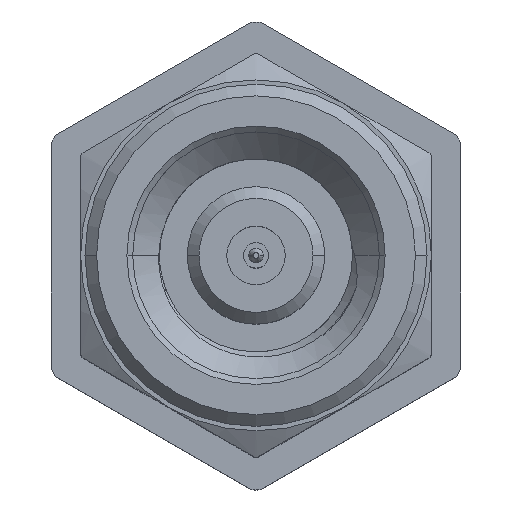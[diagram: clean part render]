
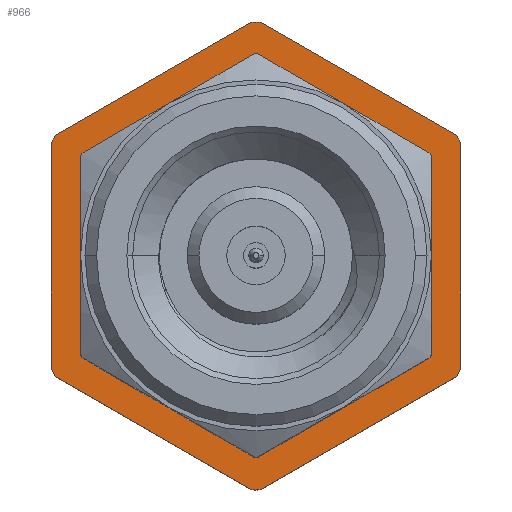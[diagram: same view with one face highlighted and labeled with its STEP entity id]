
A CAD part, top view. The second image highlights one B-rep face of the part: STEP entity #966.
In plain terms, the highlighted planar face has unit normal (0, 0, 1).
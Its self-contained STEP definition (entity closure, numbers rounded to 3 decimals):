
#25 = DIRECTION ( 'NONE',  ( 1., 0., 0. ) ) ;
#74 = EDGE_CURVE ( 'NONE', #3829, #4767, #2394, .T. ) ;
#90 = CARTESIAN_POINT ( 'NONE',  ( 2.1, 0., -6.53 ) ) ;
#210 = FACE_BOUND ( 'NONE', #2669, .T. ) ;
#237 = EDGE_CURVE ( 'NONE', #3829, #4701, #3962, .T. ) ;
#259 = DIRECTION ( 'NONE',  ( 0.866, -0.5, 0. ) ) ;
#283 = EDGE_CURVE ( 'NONE', #1354, #3213, #1128, .T. ) ;
#294 = ORIENTED_EDGE ( 'NONE', *, *, #3703, .F. ) ;
#308 = DIRECTION ( 'NONE',  ( 0., -1., 0. ) ) ;
#351 = DIRECTION ( 'NONE',  ( 1., 0., 0. ) ) ;
#436 = CARTESIAN_POINT ( 'NONE',  ( 0.073, -3.999, -6.53 ) ) ;
#444 = AXIS2_PLACEMENT_3D ( 'NONE', #2162, #3454, #2569 ) ;
#568 = EDGE_CURVE ( 'NONE', #2517, #1733, #1190, .T. ) ;
#586 = CARTESIAN_POINT ( 'NONE',  ( -0.073, -3.999, -6.53 ) ) ;
#602 = AXIS2_PLACEMENT_3D ( 'NONE', #3195, #739, #3178 ) ;
#704 = DIRECTION ( 'NONE',  ( 0., 0., 1. ) ) ;
#726 = DIRECTION ( 'NONE',  ( 1., 0., 0. ) ) ;
#739 = DIRECTION ( 'NONE',  ( 0., 0., 1. ) ) ;
#779 = DIRECTION ( 'NONE',  ( 0., 0., 1. ) ) ;
#865 = DIRECTION ( 'NONE',  ( 0., 0., 1. ) ) ;
#923 = EDGE_CURVE ( 'NONE', #1354, #4701, #2710, .T. ) ;
#966 = ADVANCED_FACE ( 'NONE', ( #210, #3243 ), #2827, .F. ) ;
#982 = ORIENTED_EDGE ( 'NONE', *, *, #74, .F. ) ;
#984 = CARTESIAN_POINT ( 'NONE',  ( -3.427, -2.063, -6.53 ) ) ;
#1128 = CIRCLE ( 'NONE', #2741, 4. ) ;
#1151 = EDGE_CURVE ( 'NONE', #2469, #3764, #4414, .T. ) ;
#1190 = LINE ( 'NONE', #1893, #1825 ) ;
#1226 = LINE ( 'NONE', #3828, #3415 ) ;
#1288 = EDGE_CURVE ( 'NONE', #3486, #1733, #4702, .T. ) ;
#1338 = VERTEX_POINT ( 'NONE', #4032 ) ;
#1354 = VERTEX_POINT ( 'NONE', #3210 ) ;
#1371 = CIRCLE ( 'NONE', #4005, 4. ) ;
#1382 = CARTESIAN_POINT ( 'NONE',  ( 0., 0., -6.53 ) ) ;
#1429 = VECTOR ( 'NONE', #308, 1000. ) ;
#1482 = ORIENTED_EDGE ( 'NONE', *, *, #5019, .F. ) ;
#1587 = EDGE_CURVE ( 'NONE', #4651, #2820, #1371, .T. ) ;
#1699 = CARTESIAN_POINT ( 'NONE',  ( 3.5, 1.936, -6.53 ) ) ;
#1708 = EDGE_CURVE ( 'NONE', #2517, #4767, #4006, .T. ) ;
#1733 = VERTEX_POINT ( 'NONE', #2591 ) ;
#1754 = AXIS2_PLACEMENT_3D ( 'NONE', #3626, #779, #4917 ) ;
#1810 = ORIENTED_EDGE ( 'NONE', *, *, #2004, .F. ) ;
#1825 = VECTOR ( 'NONE', #5232, 1000. ) ;
#1893 = CARTESIAN_POINT ( 'NONE',  ( -3.5, -2.021, -6.53 ) ) ;
#1954 = DIRECTION ( 'NONE',  ( 1., 0., 0. ) ) ;
#1963 = DIRECTION ( 'NONE',  ( 0., 0., 1. ) ) ;
#2003 = CARTESIAN_POINT ( 'NONE',  ( 0., 0., -6.53 ) ) ;
#2004 = EDGE_CURVE ( 'NONE', #3764, #2469, #4138, .T. ) ;
#2010 = ORIENTED_EDGE ( 'NONE', *, *, #923, .F. ) ;
#2041 = CARTESIAN_POINT ( 'NONE',  ( 0., 2.1, -6.53 ) ) ;
#2144 = DIRECTION ( 'NONE',  ( 1., 0., 0. ) ) ;
#2162 = CARTESIAN_POINT ( 'NONE',  ( 0., 0., -6.53 ) ) ;
#2224 = DIRECTION ( 'NONE',  ( 0.866, 0.5, 0. ) ) ;
#2240 = CIRCLE ( 'NONE', #1754, 4. ) ;
#2343 = ORIENTED_EDGE ( 'NONE', *, *, #568, .F. ) ;
#2394 = LINE ( 'NONE', #2920, #3316 ) ;
#2464 = CARTESIAN_POINT ( 'NONE',  ( 3.5, -2.021, -6.53 ) ) ;
#2469 = VERTEX_POINT ( 'NONE', #90 ) ;
#2478 = CARTESIAN_POINT ( 'NONE',  ( 0., 0., -6.53 ) ) ;
#2494 = ORIENTED_EDGE ( 'NONE', *, *, #1587, .T. ) ;
#2517 = VERTEX_POINT ( 'NONE', #4232 ) ;
#2542 = AXIS2_PLACEMENT_3D ( 'NONE', #2041, #2960, #3349 ) ;
#2569 = DIRECTION ( 'NONE',  ( 1., 0., 0. ) ) ;
#2591 = CARTESIAN_POINT ( 'NONE',  ( -3.5, 1.936, -6.53 ) ) ;
#2618 = ORIENTED_EDGE ( 'NONE', *, *, #3066, .T. ) ;
#2669 = EDGE_LOOP ( 'NONE', ( #2759, #1810 ) ) ;
#2710 = LINE ( 'NONE', #2464, #3955 ) ;
#2735 = ORIENTED_EDGE ( 'NONE', *, *, #1288, .T. ) ;
#2741 = AXIS2_PLACEMENT_3D ( 'NONE', #4004, #3596, #1954 ) ;
#2759 = ORIENTED_EDGE ( 'NONE', *, *, #1151, .F. ) ;
#2820 = VERTEX_POINT ( 'NONE', #4406 ) ;
#2827 = PLANE ( 'NONE',  #2542 ) ;
#2840 = CARTESIAN_POINT ( 'NONE',  ( 3.5, -1.936, -6.53 ) ) ;
#2920 = CARTESIAN_POINT ( 'NONE',  ( 0., -4.041, -6.53 ) ) ;
#2934 = AXIS2_PLACEMENT_3D ( 'NONE', #4913, #704, #726 ) ;
#2960 = DIRECTION ( 'NONE',  ( 0., 0., -1. ) ) ;
#2991 = ORIENTED_EDGE ( 'NONE', *, *, #4163, .F. ) ;
#3066 = EDGE_CURVE ( 'NONE', #3572, #1338, #2240, .T. ) ;
#3178 = DIRECTION ( 'NONE',  ( 1., 0., 0. ) ) ;
#3195 = CARTESIAN_POINT ( 'NONE',  ( 0., 0., -6.53 ) ) ;
#3210 = CARTESIAN_POINT ( 'NONE',  ( 3.427, -2.063, -6.53 ) ) ;
#3213 = VERTEX_POINT ( 'NONE', #2840 ) ;
#3243 = FACE_OUTER_BOUND ( 'NONE', #4137, .T. ) ;
#3316 = VECTOR ( 'NONE', #4993, 1000. ) ;
#3349 = DIRECTION ( 'NONE',  ( -1., 0., 0. ) ) ;
#3415 = VECTOR ( 'NONE', #2224, 1000. ) ;
#3454 = DIRECTION ( 'NONE',  ( 0., 0., 1. ) ) ;
#3486 = VERTEX_POINT ( 'NONE', #3690 ) ;
#3494 = LINE ( 'NONE', #4016, #3613 ) ;
#3522 = ORIENTED_EDGE ( 'NONE', *, *, #283, .T. ) ;
#3543 = ORIENTED_EDGE ( 'NONE', *, *, #237, .T. ) ;
#3572 = VERTEX_POINT ( 'NONE', #3977 ) ;
#3596 = DIRECTION ( 'NONE',  ( 0., 0., 1. ) ) ;
#3613 = VECTOR ( 'NONE', #259, 1000. ) ;
#3626 = CARTESIAN_POINT ( 'NONE',  ( 0., 0., -6.53 ) ) ;
#3666 = DIRECTION ( 'NONE',  ( -0.866, -0.5, 0. ) ) ;
#3690 = CARTESIAN_POINT ( 'NONE',  ( -3.427, 2.063, -6.53 ) ) ;
#3703 = EDGE_CURVE ( 'NONE', #3486, #1338, #1226, .T. ) ;
#3735 = AXIS2_PLACEMENT_3D ( 'NONE', #2478, #865, #25 ) ;
#3764 = VERTEX_POINT ( 'NONE', #5156 ) ;
#3768 = ORIENTED_EDGE ( 'NONE', *, *, #1708, .T. ) ;
#3828 = CARTESIAN_POINT ( 'NONE',  ( -3.5, 2.021, -6.53 ) ) ;
#3829 = VERTEX_POINT ( 'NONE', #586 ) ;
#3955 = VECTOR ( 'NONE', #3666, 1000. ) ;
#3962 = CIRCLE ( 'NONE', #2934, 4. ) ;
#3977 = CARTESIAN_POINT ( 'NONE',  ( 0.073, 3.999, -6.53 ) ) ;
#4004 = CARTESIAN_POINT ( 'NONE',  ( 0., 0., -6.53 ) ) ;
#4005 = AXIS2_PLACEMENT_3D ( 'NONE', #1382, #4648, #2144 ) ;
#4006 = CIRCLE ( 'NONE', #444, 4. ) ;
#4016 = CARTESIAN_POINT ( 'NONE',  ( 0., 4.041, -6.53 ) ) ;
#4032 = CARTESIAN_POINT ( 'NONE',  ( -0.073, 3.999, -6.53 ) ) ;
#4137 = EDGE_LOOP ( 'NONE', ( #294, #2735, #2343, #3768, #982, #3543, #2010, #3522, #1482, #2494, #2991, #2618 ) ) ;
#4138 = CIRCLE ( 'NONE', #602, 2.1 ) ;
#4163 = EDGE_CURVE ( 'NONE', #3572, #2820, #3494, .T. ) ;
#4232 = CARTESIAN_POINT ( 'NONE',  ( -3.5, -1.936, -6.53 ) ) ;
#4391 = AXIS2_PLACEMENT_3D ( 'NONE', #2003, #1963, #351 ) ;
#4406 = CARTESIAN_POINT ( 'NONE',  ( 3.427, 2.063, -6.53 ) ) ;
#4414 = CIRCLE ( 'NONE', #3735, 2.1 ) ;
#4648 = DIRECTION ( 'NONE',  ( 0., 0., 1. ) ) ;
#4651 = VERTEX_POINT ( 'NONE', #1699 ) ;
#4701 = VERTEX_POINT ( 'NONE', #436 ) ;
#4702 = CIRCLE ( 'NONE', #4391, 4. ) ;
#4767 = VERTEX_POINT ( 'NONE', #984 ) ;
#4913 = CARTESIAN_POINT ( 'NONE',  ( 0., 0., -6.53 ) ) ;
#4917 = DIRECTION ( 'NONE',  ( 1., 0., 0. ) ) ;
#4993 = DIRECTION ( 'NONE',  ( -0.866, 0.5, 0. ) ) ;
#5019 = EDGE_CURVE ( 'NONE', #4651, #3213, #5141, .T. ) ;
#5141 = LINE ( 'NONE', #5279, #1429 ) ;
#5156 = CARTESIAN_POINT ( 'NONE',  ( -2.1, 0., -6.53 ) ) ;
#5232 = DIRECTION ( 'NONE',  ( 0., 1., 0. ) ) ;
#5279 = CARTESIAN_POINT ( 'NONE',  ( 3.5, 2.021, -6.53 ) ) ;
